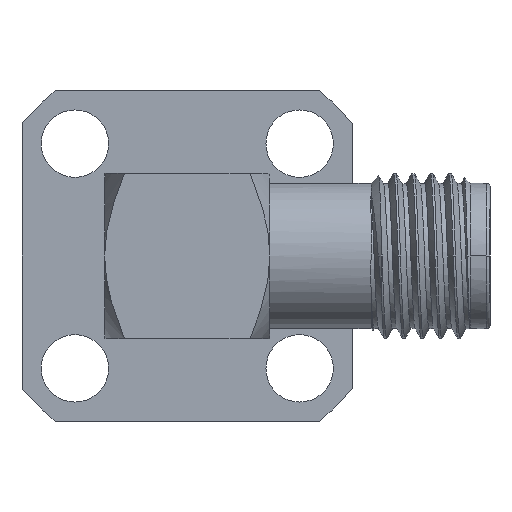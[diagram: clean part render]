
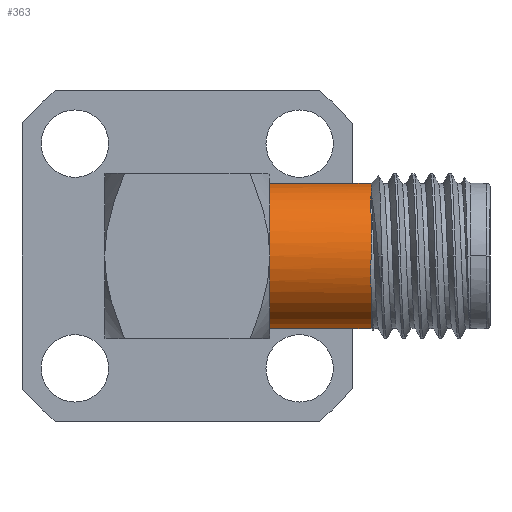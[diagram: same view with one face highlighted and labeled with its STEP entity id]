
A CAD part, left-side view. The second image highlights one B-rep face of the part: STEP entity #363.
In plain terms, the highlighted cylindrical face has radius 2.791 mm (diameter 5.582 mm), a partial arc.
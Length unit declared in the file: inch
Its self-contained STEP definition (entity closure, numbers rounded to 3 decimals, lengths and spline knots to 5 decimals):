
#295 = CARTESIAN_POINT ( 'NONE',  ( 0.12662, -0.278, 0.09491 ) ) ;
#333 = CARTESIAN_POINT ( 'NONE',  ( 0.11475, -0.27792, 0.08797 ) ) ;
#363 = ADVANCED_FACE ( 'NONE', ( #1136 ), #2424, .T. ) ;
#451 = CARTESIAN_POINT ( 'NONE',  ( 0.07379, -0.27807, 0.02042 ) ) ;
#493 = CARTESIAN_POINT ( 'NONE',  ( 0.12662, -0.278, 0.09491 ) ) ;
#757 = CARTESIAN_POINT ( 'NONE',  ( 0.14386, -0.278, -0.10481 ) ) ;
#908 = AXIS2_PLACEMENT_3D ( 'NONE', #6394, #5152, #7591 ) ;
#922 = AXIS2_PLACEMENT_3D ( 'NONE', #4882, #4283, #6728 ) ;
#1013 = CARTESIAN_POINT ( 'NONE',  ( 0.182, -0.278, -0.10989 ) ) ;
#1060 = CARTESIAN_POINT ( 'NONE',  ( 0.10359, -0.27793, 0.07836 ) ) ;
#1136 = FACE_OUTER_BOUND ( 'NONE', #4526, .T. ) ;
#1213 = B_SPLINE_CURVE_WITH_KNOTS ( 'NONE', 3,
 ( #6051, #4204, #1588, #493 ),
 .UNSPECIFIED., .F., .F.,
 ( 4, 4 ),
 ( 0.8879, 1. ),
 .UNSPECIFIED. ) ;
#1265 = CARTESIAN_POINT ( 'NONE',  ( 0.182, -0.278, 0.10989 ) ) ;
#1337 = VERTEX_POINT ( 'NONE', #1265 ) ;
#1341 = ORIENTED_EDGE ( 'NONE', *, *, #7188, .F. ) ;
#1437 = CIRCLE ( 'NONE', #908, 0.10989 ) ;
#1464 = ORIENTED_EDGE ( 'NONE', *, *, #1548, .F. ) ;
#1465 = ORIENTED_EDGE ( 'NONE', *, *, #3857, .F. ) ;
#1548 = EDGE_CURVE ( 'NONE', #1337, #3717, #1213, .T. ) ;
#1588 = CARTESIAN_POINT ( 'NONE',  ( 0.14333, -0.278, 0.10466 ) ) ;
#1697 = CARTESIAN_POINT ( 'NONE',  ( 0.0719, -0.278, -0.00058 ) ) ;
#1854 = ORIENTED_EDGE ( 'NONE', *, *, #5056, .T. ) ;
#2031 = CARTESIAN_POINT ( 'NONE',  ( 0.182, -0.225, 0.10989 ) ) ;
#2051 = CARTESIAN_POINT ( 'NONE',  ( 0.182, -0.278, -0.10989 ) ) ;
#2092 = ORIENTED_EDGE ( 'NONE', *, *, #7619, .F. ) ;
#2190 = DIRECTION ( 'NONE',  ( 0., 1., 0. ) ) ;
#2424 = CYLINDRICAL_SURFACE ( 'NONE', #922, 0.10989 ) ;
#2913 = CARTESIAN_POINT ( 'NONE',  ( 0.07494, -0.27792, -0.02851 ) ) ;
#3047 = VERTEX_POINT ( 'NONE', #7057 ) ;
#3084 = VECTOR ( 'NONE', #2190, 39.37008 ) ;
#3351 = CARTESIAN_POINT ( 'NONE',  ( 0.07971, -0.27796, -0.04273 ) ) ;
#3471 = CARTESIAN_POINT ( 'NONE',  ( 0.07215, -0.27796, -0.00744 ) ) ;
#3519 = CARTESIAN_POINT ( 'NONE',  ( 0.08578, -0.278, 0.05505 ) ) ;
#3596 = VERTEX_POINT ( 'NONE', #1013 ) ;
#3636 = VERTEX_POINT ( 'NONE', #7079 ) ;
#3717 = VERTEX_POINT ( 'NONE', #6390 ) ;
#3821 = CARTESIAN_POINT ( 'NONE',  ( 0.09676, -0.278, -0.07193 ) ) ;
#3857 = EDGE_CURVE ( 'NONE', #3596, #3047, #5502, .T. ) ;
#3860 = CARTESIAN_POINT ( 'NONE',  ( 0.16292, -0.278, -0.10989 ) ) ;
#4204 = CARTESIAN_POINT ( 'NONE',  ( 0.16265, -0.278, 0.10989 ) ) ;
#4277 = VECTOR ( 'NONE', #7303, 39.37008 ) ;
#4283 = DIRECTION ( 'NONE',  ( 0., 1., 0. ) ) ;
#4298 = CARTESIAN_POINT ( 'NONE',  ( 0.182, -0.225, -0.10989 ) ) ;
#4526 = EDGE_LOOP ( 'NONE', ( #1465, #2092, #1341, #1464, #1854, #6032 ) ) ;
#4882 = CARTESIAN_POINT ( 'NONE',  ( 0.182, -0.225, 0. ) ) ;
#5056 = EDGE_CURVE ( 'NONE', #1337, #3636, #5224, .T. ) ;
#5152 = DIRECTION ( 'NONE',  ( 0., -1., 0. ) ) ;
#5224 = LINE ( 'NONE', #2031, #3084 ) ;
#5483 = VERTEX_POINT ( 'NONE', #7500 ) ;
#5502 = LINE ( 'NONE', #4298, #4277 ) ;
#5972 = CARTESIAN_POINT ( 'NONE',  ( 0.08713, -0.278, -0.05545 ) ) ;
#6032 = ORIENTED_EDGE ( 'NONE', *, *, #6898, .T. ) ;
#6050 = B_SPLINE_CURVE_WITH_KNOTS ( 'NONE', 3,
 ( #295, #333, #1060, #3519, #6575, #451, #7205, #1697, #3471, #2913, #3351, #5972 ),
 .UNSPECIFIED., .F., .F.,
 ( 4, 2, 2, 2, 2, 4 ),
 ( 0., 0.25, 0.5, 0.625, 0.75, 1. ),
 .UNSPECIFIED. ) ;
#6051 = CARTESIAN_POINT ( 'NONE',  ( 0.182, -0.278, 0.10989 ) ) ;
#6390 = CARTESIAN_POINT ( 'NONE',  ( 0.12662, -0.278, 0.09491 ) ) ;
#6394 = CARTESIAN_POINT ( 'NONE',  ( 0.182, -0.125, 0. ) ) ;
#6575 = CARTESIAN_POINT ( 'NONE',  ( 0.07921, -0.27805, 0.04142 ) ) ;
#6728 = DIRECTION ( 'NONE',  ( 0., 0., 1. ) ) ;
#6895 = B_SPLINE_CURVE_WITH_KNOTS ( 'NONE', 3,
 ( #7482, #3821, #7556, #757, #3860, #2051 ),
 .UNSPECIFIED., .F., .F.,
 ( 4, 2, 4 ),
 ( 0., 0.11056, 0.22112 ),
 .UNSPECIFIED. ) ;
#6898 = EDGE_CURVE ( 'NONE', #3636, #3047, #1437, .T. ) ;
#7057 = CARTESIAN_POINT ( 'NONE',  ( 0.182, -0.125, -0.10989 ) ) ;
#7079 = CARTESIAN_POINT ( 'NONE',  ( 0.182, -0.125, 0.10989 ) ) ;
#7188 = EDGE_CURVE ( 'NONE', #3717, #5483, #6050, .T. ) ;
#7205 = CARTESIAN_POINT ( 'NONE',  ( 0.07271, -0.27806, 0.01334 ) ) ;
#7303 = DIRECTION ( 'NONE',  ( 0., 1., 0. ) ) ;
#7482 = CARTESIAN_POINT ( 'NONE',  ( 0.08713, -0.278, -0.05545 ) ) ;
#7500 = CARTESIAN_POINT ( 'NONE',  ( 0.08713, -0.278, -0.05545 ) ) ;
#7556 = CARTESIAN_POINT ( 'NONE',  ( 0.11076, -0.278, -0.08582 ) ) ;
#7591 = DIRECTION ( 'NONE',  ( 0., 0., 1. ) ) ;
#7619 = EDGE_CURVE ( 'NONE', #5483, #3596, #6895, .T. ) ;
